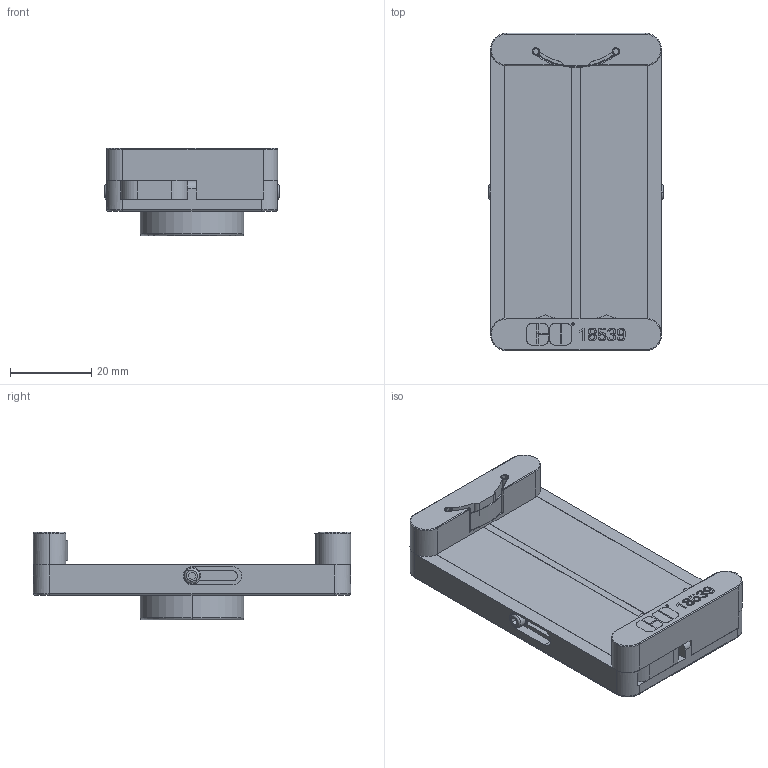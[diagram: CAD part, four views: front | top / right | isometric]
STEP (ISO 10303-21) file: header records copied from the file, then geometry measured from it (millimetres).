
FILE_DESCRIPTION (( 'STEP AP203' ), '1' );
FILE_NAME ('Web Model 18539_18539.step', '2021-11-01T18:58:44', ( '' ), ( '' ), 'SwSTEP 2.0', 'SolidWorks 2018', '' );
FILE_SCHEMA (( 'CONFIG_CONTROL_DESIGN' ));
Length unit declared in the file: millimetre
Products named in the file (1): Web Model 18539_18539
Bounding box: 42.88 x 78 x 21.5 mm (x, y, z)
Volume: 32236.3 mm3; surface area: 19820 mm2
Topology: 11 solids, 11 shells, 266 faces, 734 edges, 510 vertices
Faces by surface type: plane 126, cylinder 90, torus 26, cone 24
Entity records: 9512 total; most frequent: CARTESIAN_POINT 2595, ORIENTED_EDGE 1452, DIRECTION 1385, EDGE_CURVE 726, VERTEX_POINT 510, AXIS2_PLACEMENT_3D 500, LINE 385, VECTOR 385
